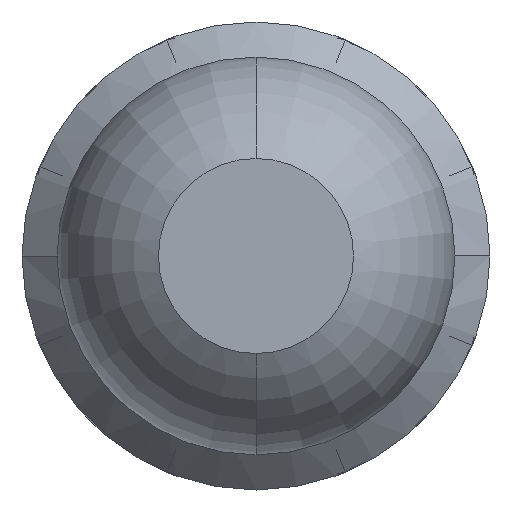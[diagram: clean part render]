
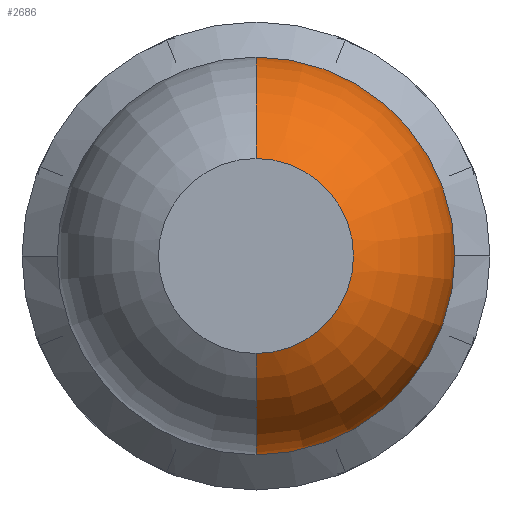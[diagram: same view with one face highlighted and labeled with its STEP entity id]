
A CAD part, front view. The second image highlights one B-rep face of the part: STEP entity #2686.
In plain terms, the highlighted toroidal (fillet/blend) face has major radius 0.01 mm and minor radius 0.5 mm.
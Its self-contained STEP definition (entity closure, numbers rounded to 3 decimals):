
#33 = CARTESIAN_POINT ( 'NONE',  ( 0., -30.4, 0.25 ) ) ;
#48 = DIRECTION ( 'NONE',  ( 0., 1., 0. ) ) ;
#175 = CIRCLE ( 'NONE', #328, 0.25 ) ;
#206 = ORIENTED_EDGE ( 'NONE', *, *, #1224, .F. ) ;
#319 = CARTESIAN_POINT ( 'NONE',  ( 0., -29.961, 0. ) ) ;
#328 = AXIS2_PLACEMENT_3D ( 'NONE', #3091, #618, #1531 ) ;
#383 = DIRECTION ( 'NONE',  ( 0., 0., 1. ) ) ;
#453 = DIRECTION ( 'NONE',  ( 1., 0., 0. ) ) ;
#480 = DIRECTION ( 'NONE',  ( 0., 0., -1. ) ) ;
#507 = VERTEX_POINT ( 'NONE', #3767 ) ;
#618 = DIRECTION ( 'NONE',  ( 0., -1., 0. ) ) ;
#823 = DIRECTION ( 'NONE',  ( 0., 0., 1. ) ) ;
#879 = VERTEX_POINT ( 'NONE', #2955 ) ;
#887 = ORIENTED_EDGE ( 'NONE', *, *, #1291, .T. ) ;
#982 = DIRECTION ( 'NONE',  ( 0., 0., 1. ) ) ;
#1030 = CARTESIAN_POINT ( 'NONE',  ( 0., -29.961, 0.01 ) ) ;
#1104 = EDGE_CURVE ( 'Defeature ausgef�hrt1_26+Defeature ausgef�hrt1_5+Defeature ausgef�hrt1_5+Defeature ausgef�hrt1_5', #507, #2132, #175, .T. ) ;
#1119 = CIRCLE ( 'NONE', #1501, 0.51 ) ;
#1224 = EDGE_CURVE ( 'NONE', #2132, #2503, #2776, .T. ) ;
#1291 = EDGE_CURVE ( 'NONE', #507, #879, #1456, .T. ) ;
#1404 = CARTESIAN_POINT ( 'NONE',  ( 0., -29.961, 0.51 ) ) ;
#1456 = CIRCLE ( 'NONE', #3925, 0.5 ) ;
#1501 = AXIS2_PLACEMENT_3D ( 'NONE', #319, #48, #982 ) ;
#1531 = DIRECTION ( 'NONE',  ( 0., 0., -1. ) ) ;
#1657 = AXIS2_PLACEMENT_3D ( 'NONE', #2987, #2335, #823 ) ;
#1688 = ORIENTED_EDGE ( 'NONE', *, *, #1790, .F. ) ;
#1790 = EDGE_CURVE ( 'Defeature ausgef�hrt1_6+Defeature ausgef�hrt1_5+Defeature ausgef�hrt1_5+Defeature ausgef�hrt1_5', #2503, #879, #1119, .T. ) ;
#1957 = AXIS2_PLACEMENT_3D ( 'NONE', #1030, #3144, #383 ) ;
#2132 = VERTEX_POINT ( 'NONE', #33 ) ;
#2335 = DIRECTION ( 'NONE',  ( 0., 1., 0. ) ) ;
#2503 = VERTEX_POINT ( 'NONE', #1404 ) ;
#2686 = ADVANCED_FACE ( 'Defeature ausgef�hrt1_5', ( #2986 ), #3081, .T. ) ;
#2776 = CIRCLE ( 'NONE', #1957, 0.5 ) ;
#2920 = CARTESIAN_POINT ( 'NONE',  ( 0., -29.961, -0.01 ) ) ;
#2955 = CARTESIAN_POINT ( 'NONE',  ( 0., -29.961, -0.51 ) ) ;
#2986 = FACE_OUTER_BOUND ( 'NONE', #3350, .T. ) ;
#2987 = CARTESIAN_POINT ( 'NONE',  ( 0., -29.961, 0. ) ) ;
#3081 = TOROIDAL_SURFACE ( 'NONE', #1657, 0.01, 0.5 ) ;
#3091 = CARTESIAN_POINT ( 'NONE',  ( 0., -30.4, 0. ) ) ;
#3144 = DIRECTION ( 'NONE',  ( -1., 0., 0. ) ) ;
#3350 = EDGE_LOOP ( 'NONE', ( #3951, #887, #1688, #206 ) ) ;
#3767 = CARTESIAN_POINT ( 'NONE',  ( 0., -30.4, -0.25 ) ) ;
#3925 = AXIS2_PLACEMENT_3D ( 'NONE', #2920, #453, #480 ) ;
#3951 = ORIENTED_EDGE ( 'NONE', *, *, #1104, .F. ) ;
